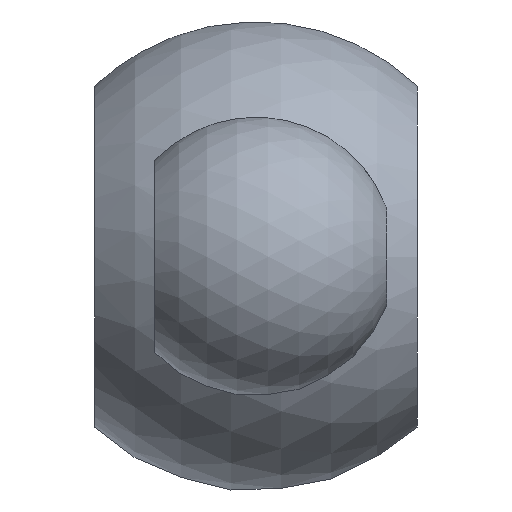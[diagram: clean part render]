
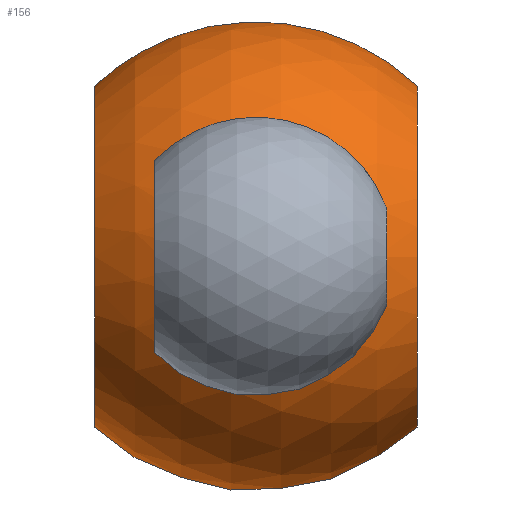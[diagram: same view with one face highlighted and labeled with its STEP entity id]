
A CAD part, left-side view. The second image highlights one B-rep face of the part: STEP entity #156.
In plain terms, the highlighted spherical face has radius 16 mm.
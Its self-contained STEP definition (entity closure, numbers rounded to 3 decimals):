
#156=ADVANCED_FACE('',(#179,#180,#181,#182),#176,.T.);
#176=SPHERICAL_SURFACE('',#404,16.);
#179=FACE_BOUND('',#197,.T.);
#180=FACE_BOUND('',#198,.T.);
#181=FACE_BOUND('',#199,.T.);
#182=FACE_BOUND('',#200,.T.);
#197=EDGE_LOOP('',(#231));
#198=EDGE_LOOP('',(#232));
#199=EDGE_LOOP('',(#233));
#200=EDGE_LOOP('',(#234));
#231=ORIENTED_EDGE('',*,*,#341,.T.);
#232=ORIENTED_EDGE('',*,*,#342,.F.);
#233=ORIENTED_EDGE('',*,*,#343,.F.);
#234=ORIENTED_EDGE('',*,*,#344,.F.);
#311=VERTEX_POINT('',#510);
#312=VERTEX_POINT('',#512);
#313=VERTEX_POINT('',#514);
#314=VERTEX_POINT('',#516);
#341=EDGE_CURVE('',#311,#311,#381,.T.);
#342=EDGE_CURVE('',#312,#312,#382,.T.);
#343=EDGE_CURVE('',#313,#313,#383,.T.);
#344=EDGE_CURVE('',#314,#314,#384,.T.);
#381=CIRCLE('',#400,11.619);
#382=CIRCLE('',#401,11.619);
#383=CIRCLE('',#402,6.5);
#384=CIRCLE('',#403,6.5);
#400=AXIS2_PLACEMENT_3D('',#509,#436,#437);
#401=AXIS2_PLACEMENT_3D('',#511,#438,#439);
#402=AXIS2_PLACEMENT_3D('',#513,#440,#441);
#403=AXIS2_PLACEMENT_3D('',#515,#442,#443);
#404=AXIS2_PLACEMENT_3D('',#517,#444,#445);
#436=DIRECTION('',(0.,1.,0.));
#437=DIRECTION('',(0.,0.,1.));
#438=DIRECTION('',(0.,1.,0.));
#439=DIRECTION('',(0.,0.,1.));
#440=DIRECTION('',(-1.,0.,0.));
#441=DIRECTION('',(0.,0.,-1.));
#442=DIRECTION('',(1.,0.,0.));
#443=DIRECTION('',(0.,0.,-1.));
#444=DIRECTION('',(0.,1.,0.));
#445=DIRECTION('',(-1.,0.,0.));
#509=CARTESIAN_POINT('',(190.,100.,0.));
#510=CARTESIAN_POINT('',(190.,100.,11.619));
#511=CARTESIAN_POINT('',(190.,122.,0.));
#512=CARTESIAN_POINT('',(190.,122.,11.619));
#513=CARTESIAN_POINT('',(175.38,111.,0.));
#514=CARTESIAN_POINT('',(175.38,111.,-6.5));
#515=CARTESIAN_POINT('',(204.62,111.,0.));
#516=CARTESIAN_POINT('',(204.62,111.,-6.5));
#517=CARTESIAN_POINT('',(190.,111.,0.));
